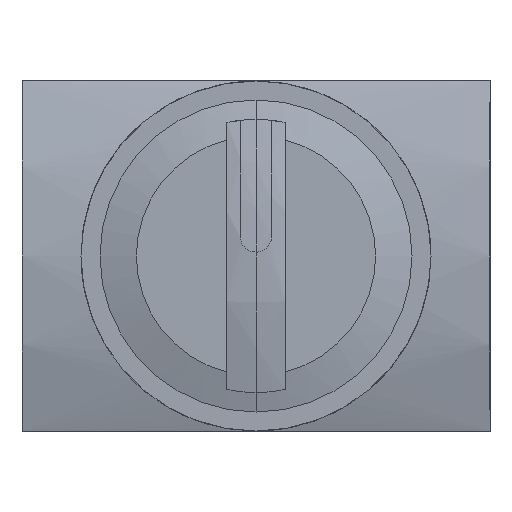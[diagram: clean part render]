
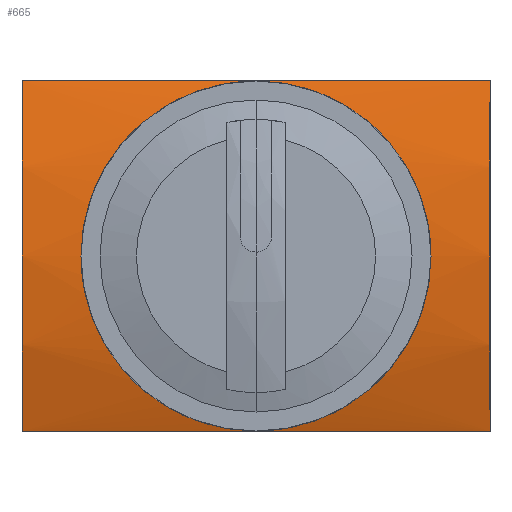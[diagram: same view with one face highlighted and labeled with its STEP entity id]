
A CAD part, front view. The second image highlights one B-rep face of the part: STEP entity #665.
In plain terms, the highlighted cylindrical face has radius 27.75 mm (diameter 55.5 mm), a partial arc.
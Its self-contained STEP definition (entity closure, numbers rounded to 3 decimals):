
#498=CARTESIAN_POINT('POINT39877',(8.975,-7.,
   0.));
#499=VERTEX_POINT('VERTEX39877',#498);
#513=CARTESIAN_POINT('POINT39880',(-8.975,-7.,
   0.));
#514=VERTEX_POINT('VERTEX39880',#513);
#527=CARTESIAN_POINT('POINT39881',(0.,
   -5.509,-8.975));
#528=VERTEX_POINT('VERTEX39881',#527);
#536=B_SPLINE_CURVE_WITH_KNOTS('SPLINE_CRV1294',3,(#537,#538,#539,#540,
   #541,#542,#543,#544,#545,#546),.UNSPECIFIED.,.F.,.F.,(4,2,2,2,4),(
   2.146,2.28,2.415,
   2.549,2.683),.UNSPECIFIED.);
#537=CARTESIAN_POINT('',(0.,-5.509,
   -8.975));
#538=CARTESIAN_POINT('',(-1.136,-5.509,
   -8.975));
#539=CARTESIAN_POINT('',(-2.342,-5.59,
   -8.746));
#540=CARTESIAN_POINT('',(-4.55,-5.877,
   -7.828));
#541=CARTESIAN_POINT('',(-5.554,-6.078,
   -7.138));
#542=CARTESIAN_POINT('',(-7.138,-6.451,
   -5.554));
#543=CARTESIAN_POINT('',(-7.828,-6.647,
   -4.55));
#544=CARTESIAN_POINT('',(-8.746,-6.923,
   -2.341));
#545=CARTESIAN_POINT('',(-8.975,-7.,
   -1.136));
#546=CARTESIAN_POINT('',(-8.975,-7.,0.))
   ;
#547=EDGE_CURVE('EDGE60924',#528,#514,#536,.T.);
#558=B_SPLINE_CURVE_WITH_KNOTS('SPLINE_CRV1295',3,(#559,#560,#561,#562,
   #563,#564,#565,#566,#567,#568),.UNSPECIFIED.,.F.,.F.,(4,2,2,2,4),(
   1.61,1.744,1.878,
   2.012,2.146),.UNSPECIFIED.);
#559=CARTESIAN_POINT('',(8.975,-7.,0.));
#560=CARTESIAN_POINT('',(8.975,-7.,
   -1.136));
#561=CARTESIAN_POINT('',(8.746,-6.923,
   -2.341));
#562=CARTESIAN_POINT('',(7.828,-6.647,
   -4.55));
#563=CARTESIAN_POINT('',(7.138,-6.451,
   -5.554));
#564=CARTESIAN_POINT('',(5.554,-6.078,
   -7.138));
#565=CARTESIAN_POINT('',(4.55,-5.877,
   -7.828));
#566=CARTESIAN_POINT('',(2.342,-5.59,
   -8.746));
#567=CARTESIAN_POINT('',(1.136,-5.509,
   -8.975));
#568=CARTESIAN_POINT('',(0.,-5.509,
   -8.975));
#569=EDGE_CURVE('EDGE60925',#499,#528,#558,.T.);
#575=CARTESIAN_POINT('POINT39882',(0.,
   -5.509,8.975));
#576=VERTEX_POINT('VERTEX39882',#575);
#584=B_SPLINE_CURVE_WITH_KNOTS('SPLINE_CRV1296',3,(#585,#586,#587,#588,
   #589,#590,#591,#592,#593,#594),.UNSPECIFIED.,.F.,.F.,(4,2,2,2,4),(
   1.073,1.207,1.341,
   1.476,1.61),.UNSPECIFIED.);
#585=CARTESIAN_POINT('',(0.,-5.509,
   8.975));
#586=CARTESIAN_POINT('',(1.136,-5.509,
   8.975));
#587=CARTESIAN_POINT('',(2.342,-5.59,
   8.746));
#588=CARTESIAN_POINT('',(4.55,-5.877,
   7.828));
#589=CARTESIAN_POINT('',(5.554,-6.078,
   7.138));
#590=CARTESIAN_POINT('',(7.138,-6.451,
   5.554));
#591=CARTESIAN_POINT('',(7.828,-6.647,
   4.55));
#592=CARTESIAN_POINT('',(8.746,-6.923,
   2.341));
#593=CARTESIAN_POINT('',(8.975,-7.,
   1.136));
#594=CARTESIAN_POINT('',(8.975,-7.,0.));
#595=EDGE_CURVE('EDGE60927',#576,#499,#584,.T.);
#601=B_SPLINE_CURVE_WITH_KNOTS('SPLINE_CRV1297',3,(#602,#603,#604,#605,
   #606,#607,#608,#609,#610,#611),.UNSPECIFIED.,.F.,.F.,(4,2,2,2,4),(
   0.537,0.671,0.805,
   0.939,1.073),.UNSPECIFIED.);
#602=CARTESIAN_POINT('',(-8.975,-7.,0.))
   ;
#603=CARTESIAN_POINT('',(-8.975,-7.,
   1.136));
#604=CARTESIAN_POINT('',(-8.746,-6.923,
   2.341));
#605=CARTESIAN_POINT('',(-7.828,-6.647,
   4.55));
#606=CARTESIAN_POINT('',(-7.138,-6.451,
   5.554));
#607=CARTESIAN_POINT('',(-5.554,-6.078,
   7.138));
#608=CARTESIAN_POINT('',(-4.55,-5.877,
   7.828));
#609=CARTESIAN_POINT('',(-2.342,-5.59,
   8.746));
#610=CARTESIAN_POINT('',(-1.136,-5.509,
   8.975));
#611=CARTESIAN_POINT('',(0.,-5.509,
   8.975));
#612=EDGE_CURVE('EDGE60928',#514,#576,#601,.T.);
#618=ORIENTED_EDGE('COEDGE122005',*,*,#612,.T.);
#619=ORIENTED_EDGE('COEDGE122006',*,*,#595,.T.);
#620=ORIENTED_EDGE('COEDGE122007',*,*,#569,.T.);
#621=ORIENTED_EDGE('COEDGE122008',*,*,#547,.T.);
#622=EDGE_LOOP('NONE',(#618,#619,#620,#621));
#623=FACE_BOUND('LOOP1',#622,.T.);
#624=CARTESIAN_POINT('POINT39883',(-12.,-5.5,
   -9.));
#625=VERTEX_POINT('VERTEX39883',#624);
#626=CARTESIAN_POINT('POINT39884',(-12.,-5.5,
   9.));
#627=VERTEX_POINT('VERTEX39884',#626);
#628=CARTESIAN_POINT('POS66295',(-12.,20.75,
   0.));
#629=DIRECTION('DIR93858',(-1.,0.,
   0.));
#630=DIRECTION('DIR93859',(0.,-0.946
   ,-0.324));
#631=AXIS2_PLACEMENT_3D('AXIS27564',#628,#629,#630);
#632=CIRCLE('ELLIPSE9682',#631,27.75);
#633=EDGE_CURVE('EDGE60929',#625,#627,#632,.T.);
#634=ORIENTED_EDGE('COEDGE122009',*,*,#633,.F.);
#635=CARTESIAN_POINT('POINT39885',(12.,-5.5,
   -9.));
#636=VERTEX_POINT('VERTEX39885',#635);
#637=CARTESIAN_POINT('POS66296',(12.,-5.5,-9.));
#638=DIRECTION('DIR93860',(-1.,0.,
   0.));
#639=VECTOR('VEC38732',#638,25.4);
#640=LINE('STRAIGHT38732',#637,#639);
#641=EDGE_CURVE('EDGE60930',#636,#625,#640,.T.);
#642=ORIENTED_EDGE('COEDGE122010',*,*,#641,.F.);
#643=CARTESIAN_POINT('POINT39886',(12.,-5.5,
   9.));
#644=VERTEX_POINT('VERTEX39886',#643);
#645=CARTESIAN_POINT('POS66297',(12.,20.75,
   0.));
#646=DIRECTION('DIR93861',(1.,0.,
   0.));
#647=DIRECTION('DIR93862',(0.,-0.946
   ,-0.324));
#648=AXIS2_PLACEMENT_3D('AXIS27565',#645,#646,#647);
#649=CIRCLE('ELLIPSE9683',#648,27.75);
#650=EDGE_CURVE('EDGE60931',#644,#636,#649,.T.);
#651=ORIENTED_EDGE('COEDGE122011',*,*,#650,.F.);
#652=CARTESIAN_POINT('POS66298',(12.,-5.5,
   9.));
#653=DIRECTION('DIR93863',(1.,0.,
   0.));
#654=VECTOR('VEC38733',#653,25.4);
#655=LINE('STRAIGHT38733',#652,#654);
#656=EDGE_CURVE('EDGE60932',#627,#644,#655,.T.);
#657=ORIENTED_EDGE('COEDGE122012',*,*,#656,.F.);
#658=EDGE_LOOP('NONE',(#634,#642,#651,#657));
#659=FACE_BOUND('LOOP1',#658,.T.);
#660=CARTESIAN_POINT('POS66299',(12.,20.75,
   0.));
#661=DIRECTION('DIR93864',(-1.,0.,
   0.));
#662=DIRECTION('DIR93865',(0.,-0.946
   ,-0.324));
#663=AXIS2_PLACEMENT_3D('AXIS27566',#660,#661,#662);
#664=CYLINDRICAL_SURFACE('CONE_SURF4762',#663,27.75);
#665=ADVANCED_FACE('FACE24020',(#623,#659),#664,.T.);
